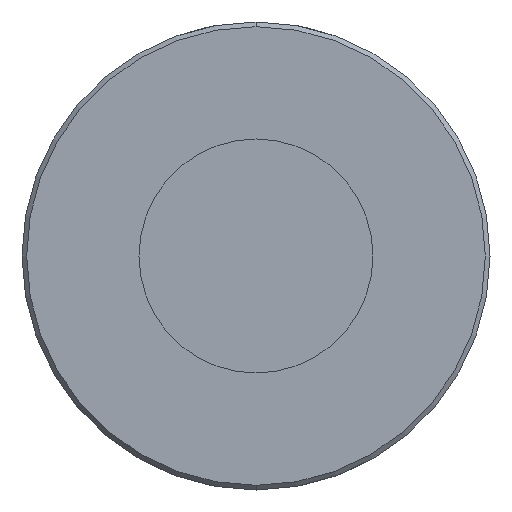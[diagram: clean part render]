
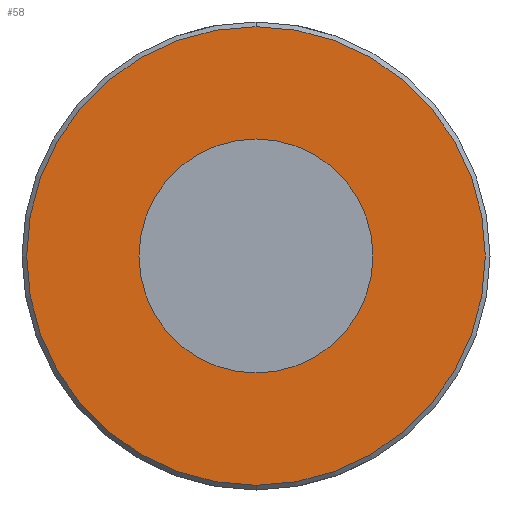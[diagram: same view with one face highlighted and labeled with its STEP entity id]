
A CAD part, front view. The second image highlights one B-rep face of the part: STEP entity #58.
In plain terms, the highlighted planar face has unit normal (0, -1, 0).
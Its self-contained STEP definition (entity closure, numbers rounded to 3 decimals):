
#10 = AXIS2_PLACEMENT_3D ( 'NONE', #56, #238, #90 ) ;
#18 = VERTEX_POINT ( 'NONE', #41 ) ;
#20 = CARTESIAN_POINT ( 'NONE',  ( 0., 0., 0. ) ) ;
#41 = CARTESIAN_POINT ( 'NONE',  ( 0., 0., -1. ) ) ;
#49 = DIRECTION ( 'NONE',  ( 0., 0., -1. ) ) ;
#51 = ORIENTED_EDGE ( 'NONE', *, *, #85, .T. ) ;
#54 = ORIENTED_EDGE ( 'NONE', *, *, #222, .T. ) ;
#56 = CARTESIAN_POINT ( 'NONE',  ( 0., 0., 0. ) ) ;
#57 = CIRCLE ( 'NONE', #10, 1. ) ;
#58 = ADVANCED_FACE ( 'NONE', ( #70, #113 ), #118, .T. ) ;
#70 = FACE_OUTER_BOUND ( 'NONE', #210, .T. ) ;
#73 = DIRECTION ( 'NONE',  ( 0., -1., 0. ) ) ;
#85 = EDGE_CURVE ( 'NONE', #221, #314, #179, .T. ) ;
#86 = ORIENTED_EDGE ( 'NONE', *, *, #298, .T. ) ;
#90 = DIRECTION ( 'NONE',  ( 0., 0., 1. ) ) ;
#94 = AXIS2_PLACEMENT_3D ( 'NONE', #258, #161, #137 ) ;
#103 = CARTESIAN_POINT ( 'NONE',  ( 0., 0., 1.96 ) ) ;
#113 = FACE_BOUND ( 'NONE', #143, .T. ) ;
#118 = PLANE ( 'NONE',  #219 ) ;
#124 = VERTEX_POINT ( 'NONE', #288 ) ;
#135 = ORIENTED_EDGE ( 'NONE', *, *, #180, .T. ) ;
#137 = DIRECTION ( 'NONE',  ( 0., 0., 1. ) ) ;
#143 = EDGE_LOOP ( 'NONE', ( #135, #54 ) ) ;
#149 = DIRECTION ( 'NONE',  ( 0., -1., 0. ) ) ;
#156 = DIRECTION ( 'NONE',  ( 0., -1., 0. ) ) ;
#161 = DIRECTION ( 'NONE',  ( 0., 1., 0. ) ) ;
#167 = DIRECTION ( 'NONE',  ( 0., 0., -1. ) ) ;
#176 = CARTESIAN_POINT ( 'NONE',  ( 0., 0., 0. ) ) ;
#179 = CIRCLE ( 'NONE', #231, 1.96 ) ;
#180 = EDGE_CURVE ( 'NONE', #124, #18, #57, .T. ) ;
#210 = EDGE_LOOP ( 'NONE', ( #86, #51 ) ) ;
#219 = AXIS2_PLACEMENT_3D ( 'NONE', #310, #73, #226 ) ;
#221 = VERTEX_POINT ( 'NONE', #260 ) ;
#222 = EDGE_CURVE ( 'NONE', #18, #124, #255, .T. ) ;
#226 = DIRECTION ( 'NONE',  ( 0., 0., -1. ) ) ;
#231 = AXIS2_PLACEMENT_3D ( 'NONE', #20, #149, #167 ) ;
#238 = DIRECTION ( 'NONE',  ( 0., 1., 0. ) ) ;
#241 = AXIS2_PLACEMENT_3D ( 'NONE', #176, #156, #49 ) ;
#255 = CIRCLE ( 'NONE', #94, 1. ) ;
#258 = CARTESIAN_POINT ( 'NONE',  ( 0., 0., 0. ) ) ;
#260 = CARTESIAN_POINT ( 'NONE',  ( 0., 0., -1.96 ) ) ;
#288 = CARTESIAN_POINT ( 'NONE',  ( 0., 0., 1. ) ) ;
#292 = CIRCLE ( 'NONE', #241, 1.96 ) ;
#298 = EDGE_CURVE ( 'NONE', #314, #221, #292, .T. ) ;
#310 = CARTESIAN_POINT ( 'NONE',  ( 0., 0., 0. ) ) ;
#314 = VERTEX_POINT ( 'NONE', #103 ) ;
